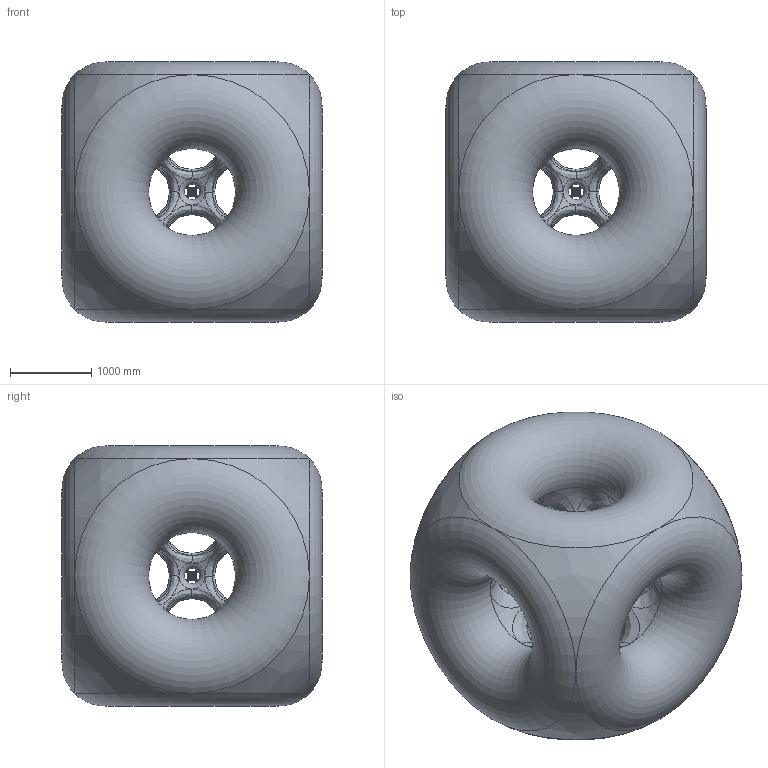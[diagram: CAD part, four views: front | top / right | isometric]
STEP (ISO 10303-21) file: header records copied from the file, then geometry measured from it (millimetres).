
FILE_DESCRIPTION (( 'STEP AP214' ), '1' );
FILE_NAME ('P?T?.T?PDL?.???????N????????????????N???N????N????????????????¤?????¤?????????????????N????N???N????????????????N??????.SLDPRT.STEP', '2020-11-01T22:36:46', ( ' ' ), ( '' ), 'SwSTEP 2.0', 'SolidWorks 2020', '' );
FILE_SCHEMA (( 'AUTOMOTIVE_DESIGN' ));
Length unit declared in the file: millimetre
Products named in the file (1): P?T?.T?PDL?.???????N????????????????N???N????N????????????????､?????､?????????????????N????N???N????????????????N??????.SLDPRT
Bounding box: 3208.48 x 3208.48 x 3208.48 mm (x, y, z)
Volume: 19999953965.3 mm3; surface area: 64439043.5 mm2
Topology: 1 solids, 1 shells, 430 faces, 846 edges, 312 vertices
Faces by surface type: bspline 192, torus 126, sphere 112
Entity records: 70070 total; most frequent: CARTESIAN_POINT 63623, ORIENTED_EDGE 1632, DIRECTION 958, EDGE_CURVE 816, AXIS2_PLACEMENT_3D 479, EDGE_LOOP 460, FACE_OUTER_BOUND 460, ADVANCED_FACE 430
